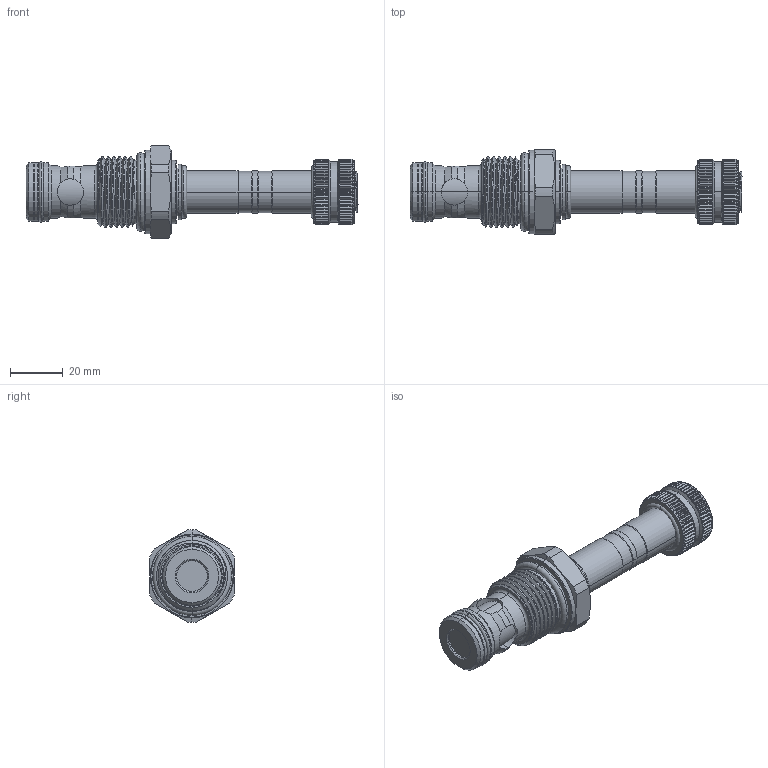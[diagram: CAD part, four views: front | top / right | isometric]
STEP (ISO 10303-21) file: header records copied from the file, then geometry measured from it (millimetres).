
FILE_DESCRIPTION (( 'STEP AP203' ), '1' );
FILE_NAME ('EP12W2C01N05.STEP', '2024-08-15T05:08:01', ( '' ), ( '' ), 'SwSTEP 2.0', 'SolidWorks 2018', '' );
FILE_SCHEMA (( 'CONFIG_CONTROL_DESIGN' ));
Products named in the file (1): EP12W2C01N05
Bounding box: 125.9 x 32 x 35.1 mm (x, y, z)
Volume: 46379.3 mm3; surface area: 14622.3 mm2
Topology: 6 solids, 6 shells, 1036 faces, 2737 edges, 1725 vertices
Faces by surface type: plane 417, cylinder 411, cone 157, torus 31, bspline 20
Entity records: 40985 total; most frequent: CARTESIAN_POINT 16356, ORIENTED_EDGE 5474, DIRECTION 4805, EDGE_CURVE 2737, AXIS2_PLACEMENT_3D 1871, VERTEX_POINT 1725, LINE 1063, VECTOR 1063
